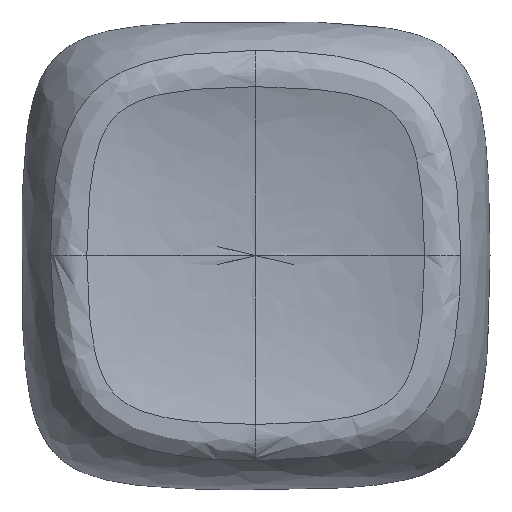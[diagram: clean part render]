
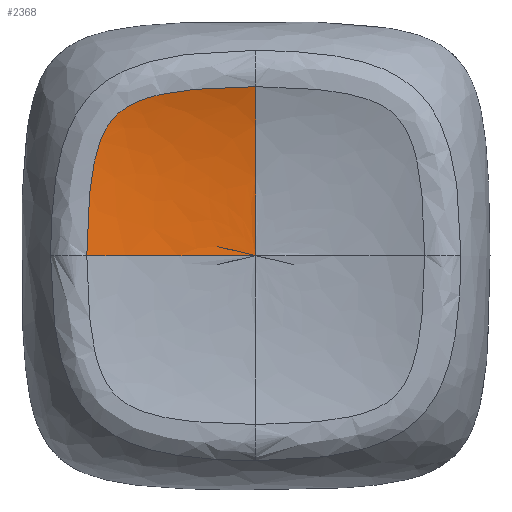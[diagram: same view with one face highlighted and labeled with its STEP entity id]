
A CAD part, top view. The second image highlights one B-rep face of the part: STEP entity #2368.
In plain terms, the highlighted free-form (B-spline) face has degree [3, 3] with [7, 5] control points.
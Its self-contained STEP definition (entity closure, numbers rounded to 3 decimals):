
#15=(
BOUNDED_CURVE()
B_SPLINE_CURVE(5,(#18171,#18172,#18173,#18174,#18175,#18176,#18177,#18178,
#18179,#18180),.UNSPECIFIED.,.F.,.F.)
B_SPLINE_CURVE_WITH_KNOTS((6,1,1,1,1,6),(0.176,0.2,0.4,0.6,
0.8,1.),.UNSPECIFIED.)
CURVE()
GEOMETRIC_REPRESENTATION_ITEM()
RATIONAL_B_SPLINE_CURVE((1.,1.,1.,1.,1.,1.,1.,1.,1.,1.))
REPRESENTATION_ITEM('')
);
#17=(
BOUNDED_CURVE()
B_SPLINE_CURVE(5,(#18226,#18227,#18228,#18229,#18230,#18231,#18232,#18233,
#18234,#18235),.UNSPECIFIED.,.F.,.F.)
B_SPLINE_CURVE_WITH_KNOTS((6,1,1,1,1,6),(0.176,0.2,0.4,0.6,
0.8,1.),.UNSPECIFIED.)
CURVE()
GEOMETRIC_REPRESENTATION_ITEM()
RATIONAL_B_SPLINE_CURVE((1.,1.,1.,1.,1.,1.,1.,1.,1.,1.))
REPRESENTATION_ITEM('')
);
#298=FACE_OUTER_BOUND('',#448,.T.);
#448=EDGE_LOOP('',(#2095,#2096,#2097));
#761=B_SPLINE_CURVE_WITH_KNOTS('',3,(#17600,#17601,#17602,#17603,#17604,
#17605,#17606,#17607,#17608,#17609,#17610,#17611,#17612,#17613),
 .UNSPECIFIED.,.F.,.F.,(4,1,1,1,1,1,1,1,1,1,1,4),(0.,0.167,
0.335,0.419,0.46,0.502,
0.586,0.67,0.753,0.837,
1.005,1.172),.UNSPECIFIED.);
#989=VERTEX_POINT('',#17580);
#992=VERTEX_POINT('',#17598);
#998=VERTEX_POINT('',#18170);
#1353=EDGE_CURVE('',#992,#989,#761,.T.);
#1364=EDGE_CURVE('',#989,#998,#15,.T.);
#1366=EDGE_CURVE('',#992,#998,#17,.T.);
#2095=ORIENTED_EDGE('',*,*,#1353,.F.);
#2096=ORIENTED_EDGE('',*,*,#1366,.T.);
#2097=ORIENTED_EDGE('',*,*,#1364,.F.);
#2221=B_SPLINE_SURFACE_WITH_KNOTS('',3,3,((#18191,#18192,#18193,#18194,
#18195),(#18196,#18197,#18198,#18199,#18200),(#18201,#18202,#18203,#18204,
#18205),(#18206,#18207,#18208,#18209,#18210),(#18211,#18212,#18213,#18214,
#18215),(#18216,#18217,#18218,#18219,#18220),(#18221,#18222,#18223,#18224,
#18225)),.UNSPECIFIED.,.F.,.F.,.F.,(4,1,1,1,4),(4,1,4),(0.,0.286,
0.571,0.857,1.),(0.131,0.503,
1.),.UNSPECIFIED.);
#2368=ADVANCED_FACE('',(#298),#2221,.F.);
#17580=CARTESIAN_POINT('',(0.,6.484,5.536));
#17598=CARTESIAN_POINT('',(-6.484,0.,5.536));
#17600=CARTESIAN_POINT('Ctrl Pts',(-6.484,0.,
5.536));
#17601=CARTESIAN_POINT('Ctrl Pts',(-6.484,0.548,5.536));
#17602=CARTESIAN_POINT('Ctrl Pts',(-6.455,1.644,5.54));
#17603=CARTESIAN_POINT('Ctrl Pts',(-6.326,2.997,5.555));
#17604=CARTESIAN_POINT('Ctrl Pts',(-6.134,3.907,5.574));
#17605=CARTESIAN_POINT('Ctrl Pts',(-5.972,4.402,5.585));
#17606=CARTESIAN_POINT('Ctrl Pts',(-5.767,4.875,5.596));
#17607=CARTESIAN_POINT('Ctrl Pts',(-5.402,5.402,5.605));
#17608=CARTESIAN_POINT('Ctrl Pts',(-4.77,5.839,5.594));
#17609=CARTESIAN_POINT('Ctrl Pts',(-4.036,6.105,5.576));
#17610=CARTESIAN_POINT('Ctrl Pts',(-2.998,6.327,5.555));
#17611=CARTESIAN_POINT('Ctrl Pts',(-1.644,6.455,5.54));
#17612=CARTESIAN_POINT('Ctrl Pts',(-0.548,6.484,
5.536));
#17613=CARTESIAN_POINT('Ctrl Pts',(0.,6.484,
5.536));
#18170=CARTESIAN_POINT('',(0.,0.,4.8));
#18171=CARTESIAN_POINT('Ctrl Pts',(0.,6.484,
5.536));
#18172=CARTESIAN_POINT('Ctrl Pts',(0.,6.462,
5.529));
#18173=CARTESIAN_POINT('Ctrl Pts',(0.,6.25,
5.465));
#18174=CARTESIAN_POINT('Ctrl Pts',(0.,5.83,
5.347));
#18175=CARTESIAN_POINT('Ctrl Pts',(0.,5.151,
5.184));
#18176=CARTESIAN_POINT('Ctrl Pts',(0.,4.1,
4.995));
#18177=CARTESIAN_POINT('Ctrl Pts',(0.,2.767,
4.864));
#18178=CARTESIAN_POINT('Ctrl Pts',(0.,1.503,4.812));
#18179=CARTESIAN_POINT('Ctrl Pts',(0.,0.524,
4.8));
#18180=CARTESIAN_POINT('Ctrl Pts',(0.,0.,
4.8));
#18191=CARTESIAN_POINT('Ctrl Pts',(-6.694,0.,
5.603));
#18192=CARTESIAN_POINT('Ctrl Pts',(-6.134,0.,
5.42));
#18193=CARTESIAN_POINT('Ctrl Pts',(-4.651,0.,
5.024));
#18194=CARTESIAN_POINT('Ctrl Pts',(-2.168,0.,
4.8));
#18195=CARTESIAN_POINT('Ctrl Pts',(0.,0.,
4.8));
#18196=CARTESIAN_POINT('Ctrl Pts',(-6.694,1.287,5.603));
#18197=CARTESIAN_POINT('Ctrl Pts',(-6.134,1.143,5.42));
#18198=CARTESIAN_POINT('Ctrl Pts',(-4.652,0.791,
5.024));
#18199=CARTESIAN_POINT('Ctrl Pts',(-2.168,0.33,
4.8));
#18200=CARTESIAN_POINT('Ctrl Pts',(0.,0.,
4.8));
#18201=CARTESIAN_POINT('Ctrl Pts',(-6.505,3.862,5.603));
#18202=CARTESIAN_POINT('Ctrl Pts',(-5.939,3.47,5.42));
#18203=CARTESIAN_POINT('Ctrl Pts',(-4.42,2.401,5.024));
#18204=CARTESIAN_POINT('Ctrl Pts',(-2.003,0.967,
4.8));
#18205=CARTESIAN_POINT('Ctrl Pts',(0.,0.,
4.8));
#18206=CARTESIAN_POINT('Ctrl Pts',(-5.165,6.015,5.603));
#18207=CARTESIAN_POINT('Ctrl Pts',(-4.671,5.467,5.42));
#18208=CARTESIAN_POINT('Ctrl Pts',(-3.307,3.972,5.024));
#18209=CARTESIAN_POINT('Ctrl Pts',(-1.38,1.731,4.8));
#18210=CARTESIAN_POINT('Ctrl Pts',(0.,0.,
4.8));
#18211=CARTESIAN_POINT('Ctrl Pts',(-2.613,6.614,5.603));
#18212=CARTESIAN_POINT('Ctrl Pts',(-2.337,6.052,5.42));
#18213=CARTESIAN_POINT('Ctrl Pts',(-1.61,4.56,5.024));
#18214=CARTESIAN_POINT('Ctrl Pts',(-0.651,2.106,4.8));
#18215=CARTESIAN_POINT('Ctrl Pts',(0.,0.,
4.8));
#18216=CARTESIAN_POINT('Ctrl Pts',(-0.644,6.694,5.603));
#18217=CARTESIAN_POINT('Ctrl Pts',(-0.573,6.134,
5.42));
#18218=CARTESIAN_POINT('Ctrl Pts',(-0.397,4.651,
5.024));
#18219=CARTESIAN_POINT('Ctrl Pts',(-0.165,2.168,
4.8));
#18220=CARTESIAN_POINT('Ctrl Pts',(0.,0.,
4.8));
#18221=CARTESIAN_POINT('Ctrl Pts',(0.,6.694,
5.603));
#18222=CARTESIAN_POINT('Ctrl Pts',(0.,6.134,
5.42));
#18223=CARTESIAN_POINT('Ctrl Pts',(0.,4.651,
5.024));
#18224=CARTESIAN_POINT('Ctrl Pts',(0.,2.168,
4.8));
#18225=CARTESIAN_POINT('Ctrl Pts',(0.,0.,
4.8));
#18226=CARTESIAN_POINT('Ctrl Pts',(-6.484,0.,
5.536));
#18227=CARTESIAN_POINT('Ctrl Pts',(-6.462,0.,
5.529));
#18228=CARTESIAN_POINT('Ctrl Pts',(-6.25,0.,
5.465));
#18229=CARTESIAN_POINT('Ctrl Pts',(-5.83,0.,
5.347));
#18230=CARTESIAN_POINT('Ctrl Pts',(-5.151,0.,
5.184));
#18231=CARTESIAN_POINT('Ctrl Pts',(-4.1,0.,
4.995));
#18232=CARTESIAN_POINT('Ctrl Pts',(-2.767,0.,
4.864));
#18233=CARTESIAN_POINT('Ctrl Pts',(-1.503,0.,
4.812));
#18234=CARTESIAN_POINT('Ctrl Pts',(-0.524,0.,
4.8));
#18235=CARTESIAN_POINT('Ctrl Pts',(0.,0.,
4.8));
